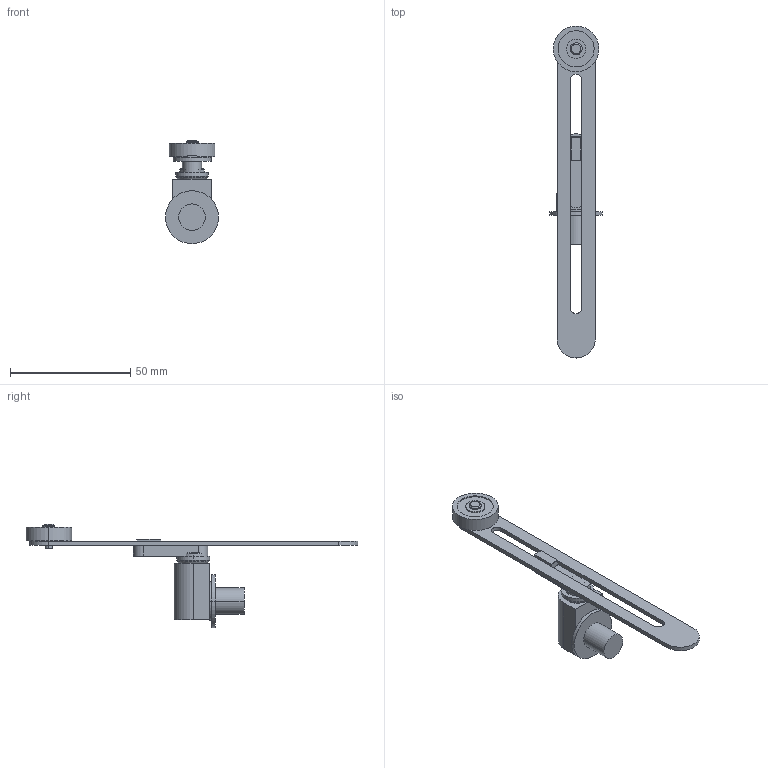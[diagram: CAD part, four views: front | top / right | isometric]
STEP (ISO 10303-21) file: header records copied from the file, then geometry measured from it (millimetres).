
FILE_DESCRIPTION((''),'2;1');
FILE_NAME('3d_KXAF2.stp','2012-10-03T07:32:51',(''),(''),'Mechanical Desktop 2011','Mechanical Desktop 2011',', , ');
FILE_SCHEMA(('CONFIG_CONTROL_DESIGN'));
Length unit declared in the file: millimetre
Products named in the file (1): Product
Bounding box: 22 x 138.01 x 42.94 mm (x, y, z)
Volume: 12941.5 mm3; surface area: 10163.2 mm2
Topology: 10 solids, 10 shells, 85 faces, 168 edges, 110 vertices
Faces by surface type: plane 42, cylinder 33, cone 8, torus 2
Entity records: 2297 total; most frequent: DIRECTION 422, CARTESIAN_POINT 364, ORIENTED_EDGE 336, AXIS2_PLACEMENT_3D 168, EDGE_CURVE 168, VERTEX_POINT 110, EDGE_LOOP 94, VECTOR 86
